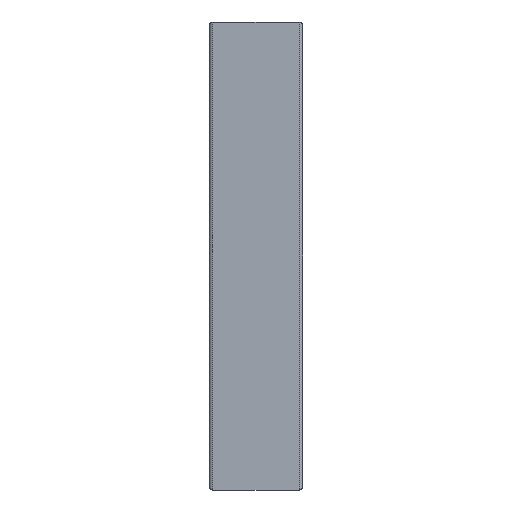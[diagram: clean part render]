
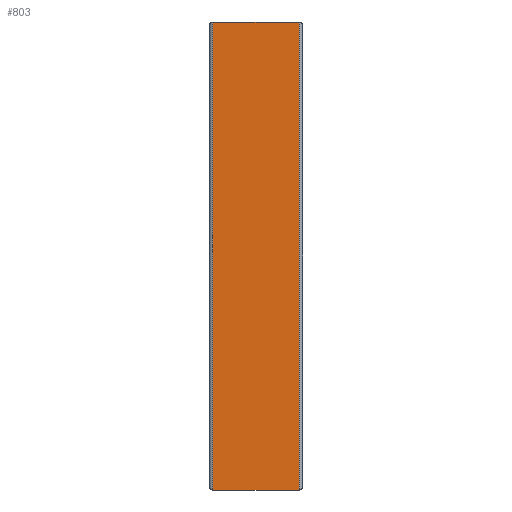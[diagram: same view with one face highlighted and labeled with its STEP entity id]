
A CAD part, left-side view. The second image highlights one B-rep face of the part: STEP entity #803.
In plain terms, the highlighted planar face has unit normal (-1, 0, 0).
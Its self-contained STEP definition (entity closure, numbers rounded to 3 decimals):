
#11 = LINE ( 'NONE', #1279, #422 ) ;
#23 = LINE ( 'NONE', #391, #1808 ) ;
#89 = CARTESIAN_POINT ( 'NONE',  ( -11.88, 5., 12.5 ) ) ;
#102 = CARTESIAN_POINT ( 'NONE',  ( -11.88, 0.2, -12.5 ) ) ;
#195 = CARTESIAN_POINT ( 'NONE',  ( -11.88, 0.2, 12.5 ) ) ;
#241 = DIRECTION ( 'NONE',  ( 0., 0., 1. ) ) ;
#391 = CARTESIAN_POINT ( 'NONE',  ( -11.88, 0.2, -12.5 ) ) ;
#404 = DIRECTION ( 'NONE',  ( 0., 0., -1. ) ) ;
#409 = ORIENTED_EDGE ( 'NONE', *, *, #853, .F. ) ;
#422 = VECTOR ( 'NONE', #404, 1000. ) ;
#455 = ORIENTED_EDGE ( 'NONE', *, *, #2047, .T. ) ;
#493 = EDGE_LOOP ( 'NONE', ( #1056, #455, #409, #1914 ) ) ;
#501 = CARTESIAN_POINT ( 'NONE',  ( -11.88, 4.8, -12.5 ) ) ;
#652 = VECTOR ( 'NONE', #934, 1000. ) ;
#803 = ADVANCED_FACE ( 'NONE', ( #2214 ), #1288, .F. ) ;
#853 = EDGE_CURVE ( 'NONE', #1969, #2065, #1178, .T. ) ;
#934 = DIRECTION ( 'NONE',  ( 0., -1., 0. ) ) ;
#998 = VERTEX_POINT ( 'NONE', #102 ) ;
#1056 = ORIENTED_EDGE ( 'NONE', *, *, #2031, .T. ) ;
#1178 = LINE ( 'NONE', #89, #2225 ) ;
#1267 = LINE ( 'NONE', #1482, #652 ) ;
#1279 = CARTESIAN_POINT ( 'NONE',  ( -11.88, 4.8, -12.5 ) ) ;
#1288 = PLANE ( 'NONE',  #1397 ) ;
#1300 = DIRECTION ( 'NONE',  ( 0., 0., -1. ) ) ;
#1397 = AXIS2_PLACEMENT_3D ( 'NONE', #2190, #1468, #1300 ) ;
#1468 = DIRECTION ( 'NONE',  ( 1., 0., 0. ) ) ;
#1482 = CARTESIAN_POINT ( 'NONE',  ( -11.88, 5., -12.5 ) ) ;
#1679 = DIRECTION ( 'NONE',  ( 0., -1., 0. ) ) ;
#1808 = VECTOR ( 'NONE', #241, 1000. ) ;
#1914 = ORIENTED_EDGE ( 'NONE', *, *, #2098, .T. ) ;
#1956 = VERTEX_POINT ( 'NONE', #501 ) ;
#1969 = VERTEX_POINT ( 'NONE', #2178 ) ;
#2031 = EDGE_CURVE ( 'NONE', #1956, #998, #1267, .T. ) ;
#2047 = EDGE_CURVE ( 'NONE', #998, #2065, #23, .T. ) ;
#2065 = VERTEX_POINT ( 'NONE', #195 ) ;
#2098 = EDGE_CURVE ( 'NONE', #1969, #1956, #11, .T. ) ;
#2178 = CARTESIAN_POINT ( 'NONE',  ( -11.88, 4.8, 12.5 ) ) ;
#2190 = CARTESIAN_POINT ( 'NONE',  ( -11.88, 5., -12.5 ) ) ;
#2214 = FACE_OUTER_BOUND ( 'NONE', #493, .T. ) ;
#2225 = VECTOR ( 'NONE', #1679, 1000. ) ;
